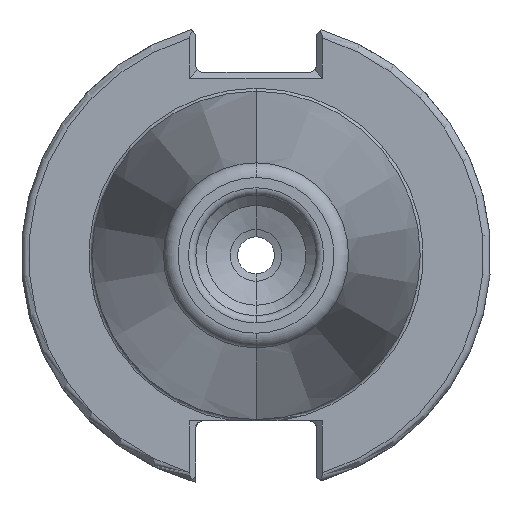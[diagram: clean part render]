
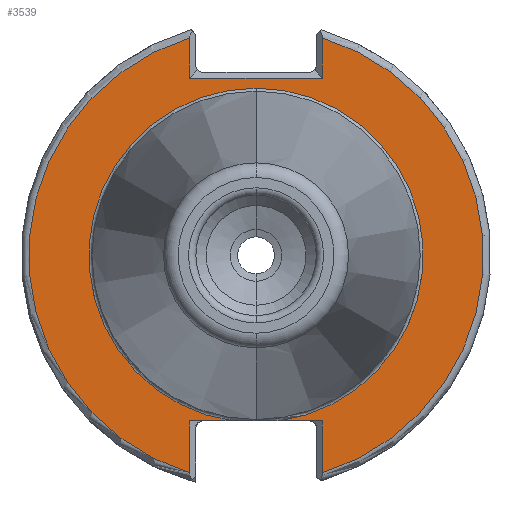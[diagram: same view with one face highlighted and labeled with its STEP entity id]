
A CAD part, left-side view. The second image highlights one B-rep face of the part: STEP entity #3539.
In plain terms, the highlighted planar face has unit normal (-1, 0, 0).
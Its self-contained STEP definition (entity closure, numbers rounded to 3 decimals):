
#11 = CARTESIAN_POINT ( 'NONE',  ( -76.82, 8.99, 30.701 ) ) ;
#35 = CARTESIAN_POINT ( 'NONE',  ( -76.82, 3.112, -22.41 ) ) ;
#61 = CIRCLE ( 'NONE', #3998, 30.775 ) ;
#121 = LINE ( 'NONE', #1830, #2104 ) ;
#269 = DIRECTION ( 'NONE',  ( 0., 1., 0. ) ) ;
#274 = DIRECTION ( 'NONE',  ( -1., 0., 0. ) ) ;
#293 = DIRECTION ( 'NONE',  ( -1., 0., 0. ) ) ;
#448 = VERTEX_POINT ( 'NONE', #2419 ) ;
#648 = CARTESIAN_POINT ( 'NONE',  ( -76.82, 8.99, 29.433 ) ) ;
#739 = VERTEX_POINT ( 'NONE', #1417 ) ;
#802 = EDGE_CURVE ( 'NONE', #1143, #4093, #1116, .T. ) ;
#804 = LINE ( 'NONE', #4425, #2696 ) ;
#832 = EDGE_CURVE ( 'NONE', #4639, #3730, #61, .T. ) ;
#892 = EDGE_CURVE ( 'NONE', #4093, #1061, #5145, .T. ) ;
#1059 = CARTESIAN_POINT ( 'NONE',  ( -76.82, -8.99, 0. ) ) ;
#1061 = VERTEX_POINT ( 'NONE', #35 ) ;
#1116 = CIRCLE ( 'NONE', #2588, 22.625 ) ;
#1141 = AXIS2_PLACEMENT_3D ( 'NONE', #3988, #2311, #5132 ) ;
#1143 = VERTEX_POINT ( 'NONE', #3351 ) ;
#1151 = DIRECTION ( 'NONE',  ( -1., 0., 0. ) ) ;
#1290 = EDGE_CURVE ( 'NONE', #3862, #3251, #121, .T. ) ;
#1387 = DIRECTION ( 'NONE',  ( 0., 0., 1. ) ) ;
#1417 = CARTESIAN_POINT ( 'NONE',  ( -76.82, -8.99, 29.433 ) ) ;
#1448 = EDGE_CURVE ( 'NONE', #1143, #448, #804, .T. ) ;
#1449 = DIRECTION ( 'NONE',  ( 0., 0., -1. ) ) ;
#1505 = VECTOR ( 'NONE', #1449, 1000. ) ;
#1606 = DIRECTION ( 'NONE',  ( 0., 0., 1. ) ) ;
#1623 = EDGE_CURVE ( 'NONE', #3251, #4639, #3438, .T. ) ;
#1649 = CARTESIAN_POINT ( 'NONE',  ( -76.82, 8.99, -29.433 ) ) ;
#1694 = FACE_OUTER_BOUND ( 'NONE', #4435, .T. ) ;
#1703 = LINE ( 'NONE', #2006, #1966 ) ;
#1716 = DIRECTION ( 'NONE',  ( 0., 0., -1. ) ) ;
#1812 = AXIS2_PLACEMENT_3D ( 'NONE', #4336, #1838, #4711 ) ;
#1830 = CARTESIAN_POINT ( 'NONE',  ( -76.82, 0., 24. ) ) ;
#1838 = DIRECTION ( 'NONE',  ( -1., 0., 0. ) ) ;
#1889 = PLANE ( 'NONE',  #1141 ) ;
#1966 = VECTOR ( 'NONE', #2429, 1000. ) ;
#1976 = CARTESIAN_POINT ( 'NONE',  ( -76.82, 8.99, -22.41 ) ) ;
#2006 = CARTESIAN_POINT ( 'NONE',  ( -76.82, -8.19, -22.41 ) ) ;
#2104 = VECTOR ( 'NONE', #269, 1000. ) ;
#2275 = VECTOR ( 'NONE', #1716, 1000. ) ;
#2296 = VECTOR ( 'NONE', #1606, 1000. ) ;
#2311 = DIRECTION ( 'NONE',  ( 1., 0., 0. ) ) ;
#2355 = DIRECTION ( 'NONE',  ( 0., -1., 0. ) ) ;
#2415 = VERTEX_POINT ( 'NONE', #5159 ) ;
#2419 = CARTESIAN_POINT ( 'NONE',  ( -76.82, -8.99, -22.41 ) ) ;
#2429 = DIRECTION ( 'NONE',  ( 0., -1., 0. ) ) ;
#2531 = CARTESIAN_POINT ( 'NONE',  ( -76.82, -8.99, 24. ) ) ;
#2588 = AXIS2_PLACEMENT_3D ( 'NONE', #2684, #274, #3117 ) ;
#2593 = LINE ( 'NONE', #1059, #1505 ) ;
#2684 = CARTESIAN_POINT ( 'NONE',  ( -76.82, 0., 0. ) ) ;
#2696 = VECTOR ( 'NONE', #2355, 1000. ) ;
#2706 = CARTESIAN_POINT ( 'NONE',  ( -76.82, 0., 0. ) ) ;
#2734 = VECTOR ( 'NONE', #1387, 1000. ) ;
#2792 = VERTEX_POINT ( 'NONE', #1976 ) ;
#2830 = EDGE_CURVE ( 'NONE', #2792, #1061, #1703, .T. ) ;
#2938 = EDGE_CURVE ( 'NONE', #739, #3862, #3290, .T. ) ;
#3115 = ORIENTED_EDGE ( 'NONE', *, *, #1623, .T. ) ;
#3117 = DIRECTION ( 'NONE',  ( 0., 0., 1. ) ) ;
#3126 = ORIENTED_EDGE ( 'NONE', *, *, #802, .F. ) ;
#3137 = DIRECTION ( 'NONE',  ( 0., 0., -1. ) ) ;
#3149 = ORIENTED_EDGE ( 'NONE', *, *, #892, .F. ) ;
#3172 = ORIENTED_EDGE ( 'NONE', *, *, #1448, .T. ) ;
#3177 = ORIENTED_EDGE ( 'NONE', *, *, #3961, .T. ) ;
#3188 = ORIENTED_EDGE ( 'NONE', *, *, #832, .T. ) ;
#3194 = ORIENTED_EDGE ( 'NONE', *, *, #2830, .T. ) ;
#3198 = ORIENTED_EDGE ( 'NONE', *, *, #1290, .T. ) ;
#3210 = ORIENTED_EDGE ( 'NONE', *, *, #2938, .T. ) ;
#3229 = ORIENTED_EDGE ( 'NONE', *, *, #4062, .T. ) ;
#3251 = VERTEX_POINT ( 'NONE', #3655 ) ;
#3290 = LINE ( 'NONE', #4206, #2275 ) ;
#3351 = CARTESIAN_POINT ( 'NONE',  ( -76.82, -3.112, -22.41 ) ) ;
#3438 = LINE ( 'NONE', #11, #2296 ) ;
#3539 = ADVANCED_FACE ( 'NONE', ( #1694 ), #1889, .F. ) ;
#3637 = CARTESIAN_POINT ( 'NONE',  ( -76.82, 0., 0. ) ) ;
#3655 = CARTESIAN_POINT ( 'NONE',  ( -76.82, 8.99, 24. ) ) ;
#3715 = ORIENTED_EDGE ( 'NONE', *, *, #5065, .T. ) ;
#3730 = VERTEX_POINT ( 'NONE', #1649 ) ;
#3862 = VERTEX_POINT ( 'NONE', #2531 ) ;
#3961 = EDGE_CURVE ( 'NONE', #3730, #2792, #4884, .T. ) ;
#3988 = CARTESIAN_POINT ( 'NONE',  ( -76.82, 0., 0. ) ) ;
#3998 = AXIS2_PLACEMENT_3D ( 'NONE', #2706, #293, #3137 ) ;
#4029 = DIRECTION ( 'NONE',  ( 0., 0., 1. ) ) ;
#4062 = EDGE_CURVE ( 'NONE', #2415, #739, #4648, .T. ) ;
#4093 = VERTEX_POINT ( 'NONE', #4733 ) ;
#4206 = CARTESIAN_POINT ( 'NONE',  ( -76.82, -8.99, 24.8 ) ) ;
#4256 = CARTESIAN_POINT ( 'NONE',  ( -76.82, 8.99, 0. ) ) ;
#4261 = AXIS2_PLACEMENT_3D ( 'NONE', #3637, #1151, #4029 ) ;
#4336 = CARTESIAN_POINT ( 'NONE',  ( -76.82, 0., 0. ) ) ;
#4425 = CARTESIAN_POINT ( 'NONE',  ( -76.82, -8.19, -22.41 ) ) ;
#4435 = EDGE_LOOP ( 'NONE', ( #3115, #3188, #3177, #3194, #3149, #3126, #3172, #3715, #3229, #3210, #3198 ) ) ;
#4639 = VERTEX_POINT ( 'NONE', #648 ) ;
#4648 = CIRCLE ( 'NONE', #1812, 30.775 ) ;
#4711 = DIRECTION ( 'NONE',  ( 0., 0., -1. ) ) ;
#4733 = CARTESIAN_POINT ( 'NONE',  ( -76.82, 0., 22.625 ) ) ;
#4884 = LINE ( 'NONE', #4256, #2734 ) ;
#5065 = EDGE_CURVE ( 'NONE', #448, #2415, #2593, .T. ) ;
#5132 = DIRECTION ( 'NONE',  ( 0., 0., -1. ) ) ;
#5145 = CIRCLE ( 'NONE', #4261, 22.625 ) ;
#5159 = CARTESIAN_POINT ( 'NONE',  ( -76.82, -8.99, -29.433 ) ) ;
